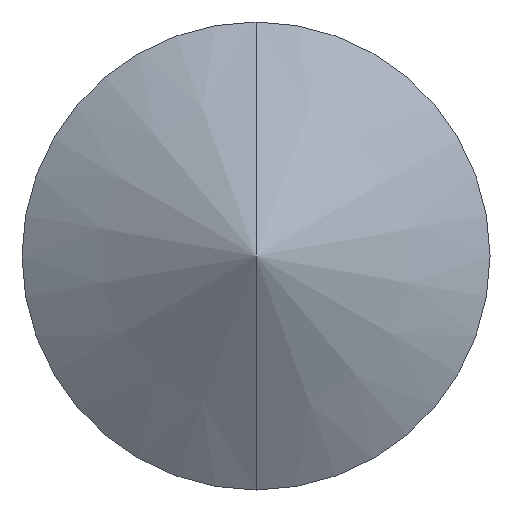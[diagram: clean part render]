
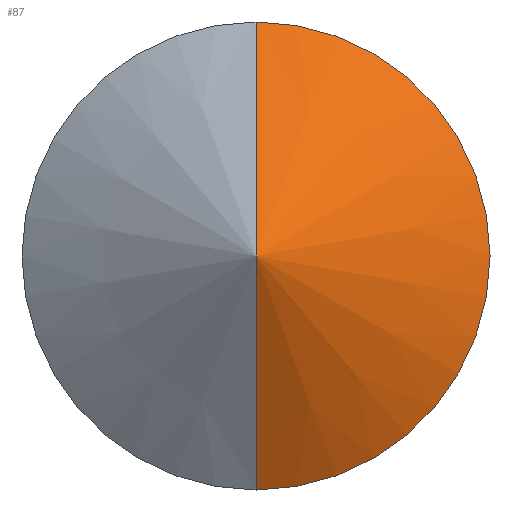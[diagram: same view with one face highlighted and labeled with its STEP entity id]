
A CAD part, front view. The second image highlights one B-rep face of the part: STEP entity #87.
In plain terms, the highlighted conical face has half-angle 60 degrees and reference radius 1732.05 mm.
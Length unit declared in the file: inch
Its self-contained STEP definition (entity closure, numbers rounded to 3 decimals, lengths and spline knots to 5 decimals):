
#33 = VECTOR ( 'NONE', #231, 39.37008 ) ;
#46 = DIRECTION ( 'NONE',  ( 0., 0., -1. ) ) ;
#48 = EDGE_LOOP ( 'NONE', ( #190, #308, #76 ) ) ;
#52 = LINE ( 'NONE', #241, #218 ) ;
#76 = ORIENTED_EDGE ( 'NONE', *, *, #188, .T. ) ;
#82 = CARTESIAN_POINT ( 'NONE',  ( 0., 0.10825, 0.1875 ) ) ;
#87 = ADVANCED_FACE ( 'NONE', ( #333 ), #147, .T. ) ;
#100 = EDGE_CURVE ( 'NONE', #163, #264, #175, .T. ) ;
#131 = CARTESIAN_POINT ( 'NONE',  ( 0., 0.10825, 0. ) ) ;
#133 = EDGE_CURVE ( 'NONE', #163, #156, #52, .T. ) ;
#146 = CARTESIAN_POINT ( 'NONE',  ( 0., 39.37008, 0. ) ) ;
#147 = CONICAL_SURFACE ( 'NONE', #339, 68.19098, 1.047 ) ;
#156 = VERTEX_POINT ( 'NONE', #345 ) ;
#158 = AXIS2_PLACEMENT_3D ( 'NONE', #131, #189, #46 ) ;
#161 = DIRECTION ( 'NONE',  ( 0., 0.5, -0.866 ) ) ;
#163 = VERTEX_POINT ( 'NONE', #259 ) ;
#175 = LINE ( 'NONE', #330, #33 ) ;
#188 = EDGE_CURVE ( 'NONE', #156, #264, #260, .T. ) ;
#189 = DIRECTION ( 'NONE',  ( 0., -1., 0. ) ) ;
#190 = ORIENTED_EDGE ( 'NONE', *, *, #100, .F. ) ;
#218 = VECTOR ( 'NONE', #161, 39.37008 ) ;
#231 = DIRECTION ( 'NONE',  ( 0., 0.5, 0.866 ) ) ;
#241 = CARTESIAN_POINT ( 'NONE',  ( 0., 0., 0. ) ) ;
#251 = DIRECTION ( 'NONE',  ( 0., 1., 0. ) ) ;
#259 = CARTESIAN_POINT ( 'NONE',  ( 0., 0., 0. ) ) ;
#260 = CIRCLE ( 'NONE', #158, 0.1875 ) ;
#264 = VERTEX_POINT ( 'NONE', #82 ) ;
#308 = ORIENTED_EDGE ( 'NONE', *, *, #133, .T. ) ;
#328 = DIRECTION ( 'NONE',  ( 0., 0., 1. ) ) ;
#330 = CARTESIAN_POINT ( 'NONE',  ( 0., 0., 0. ) ) ;
#333 = FACE_OUTER_BOUND ( 'NONE', #48, .T. ) ;
#339 = AXIS2_PLACEMENT_3D ( 'NONE', #146, #251, #328 ) ;
#345 = CARTESIAN_POINT ( 'NONE',  ( 0., 0.10825, -0.1875 ) ) ;
